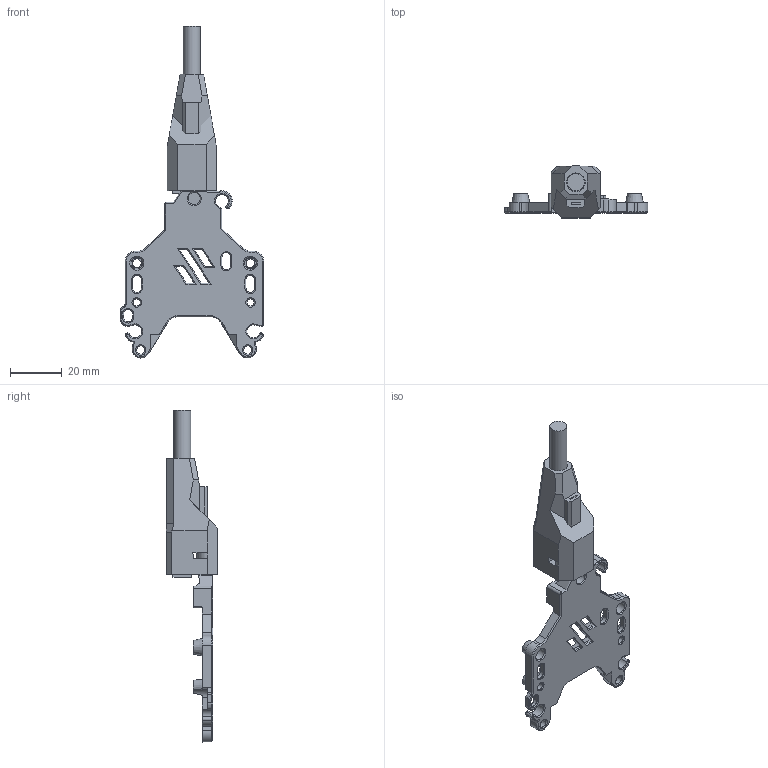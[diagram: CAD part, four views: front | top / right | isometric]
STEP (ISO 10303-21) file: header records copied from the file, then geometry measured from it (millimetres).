
FILE_DESCRIPTION(/* description */ ('','CAx-IF Rec.Pracs.---Representation and Presentation of Product Manufacturing Information (PMI)---4.0---2014-10-13'),/* implementation_level */ '2;1');
FILE_NAME(/* name */ 'NH36Sock.step',/* time_stamp */ '2024-12-28T20:10:56-05:00',/* author */ (''),/* organization */ (''),/* preprocessor_version */ 'ST-DEVELOPER v20',/* originating_system */ 'Autodesk Translation Framework v13.20.0.188',/* authorisation */ '');
FILE_SCHEMA (('AP242_MANAGED_MODEL_BASED_3D_ENGINEERING_MIM_LF { 1 0 10303 442 1 1 4 }'));
Length unit declared in the file: millimetre
Products named in the file (2): PCB36_Mounts; PCBMount
Assembly tree (1 placements, depth 2):
  PCB36_Mounts
    PCBMount
Bounding box: 55.34 x 20 x 128.19 mm (x, y, z)
Volume: 19406.3 mm3; surface area: 14347.6 mm2
Topology: 5 solids, 5 shells, 496 faces, 1322 edges, 840 vertices
Faces by surface type: plane 327, cylinder 93, cone 50, bspline 19, torus 7
Full cylindrical faces by diameter (mm): 2.8 x2, 3 x2, 3.2 x2, 3.4 x2, 4.7 x3, 6.6 x1, 7.2 x2, 10 x1
Entity records: 16399 total; most frequent: CARTESIAN_POINT 3873, ORIENTED_EDGE 2644, DIRECTION 2528, EDGE_CURVE 1322, LINE 946, VECTOR 946, VERTEX_POINT 840, AXIS2_PLACEMENT_3D 791
